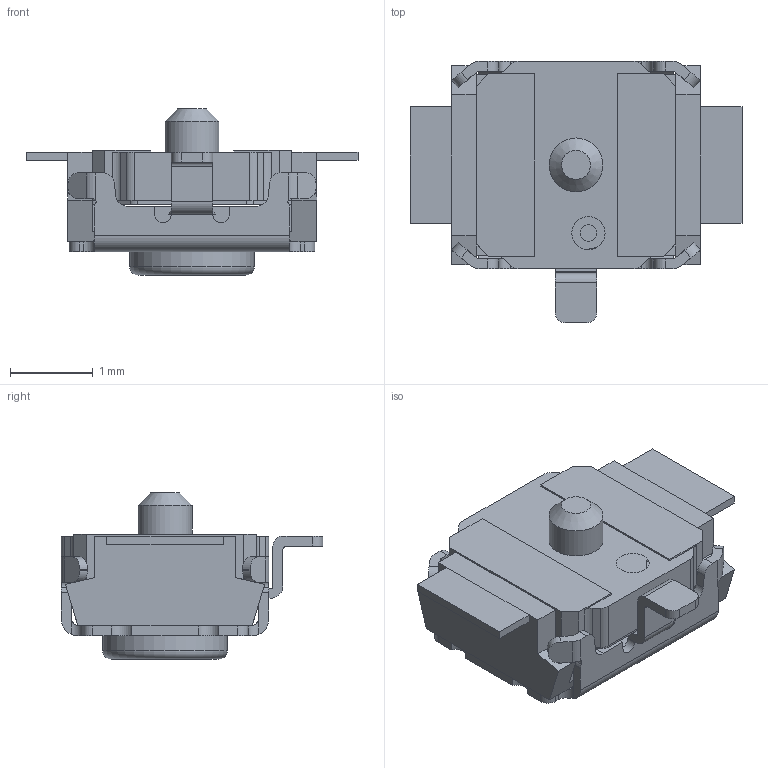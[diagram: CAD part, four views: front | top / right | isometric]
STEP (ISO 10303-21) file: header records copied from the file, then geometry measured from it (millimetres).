
FILE_DESCRIPTION(/* description */ (''),/* implementation_level */ '2;1');
FILE_NAME(/* name */ 'TL1017ABBFxxxQG.stp',/* time_stamp */ '2025-06-04T09:29:47-05:00',/* author */ ('mroman'),/* organization */ (''),/* preprocessor_version */ 'ST-DEVELOPER v18.1',/* originating_system */ 'Autodesk Inventor 2022',/* authorisation */ '');
FILE_SCHEMA (('AUTOMOTIVE_DESIGN { 1 0 10303 214 3 1 1 }'));
Length unit declared in the file: centimetre
Products named in the file (1): TL1017ABBFxxxQG
Bounding box: 4 x 3.15 x 2 mm (x, y, z)
Volume: 6.4 mm3; surface area: 62.4 mm2
Topology: 2 solids, 3 shells, 296 faces, 842 edges, 554 vertices
Faces by surface type: plane 183, cylinder 104, cone 7, torus 2
Full cylindrical faces by diameter (mm): 0.4 x1, 0.65 x1, 1.5 x1, 1.55 x1
Entity records: 9721 total; most frequent: CARTESIAN_POINT 1759, ORIENTED_EDGE 1684, DIRECTION 1659, EDGE_CURVE 842, LINE 595, VECTOR 595, VERTEX_POINT 554, AXIS2_PLACEMENT_3D 532
